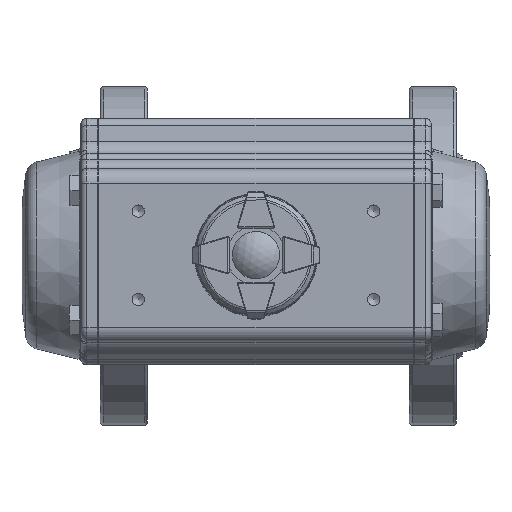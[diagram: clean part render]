
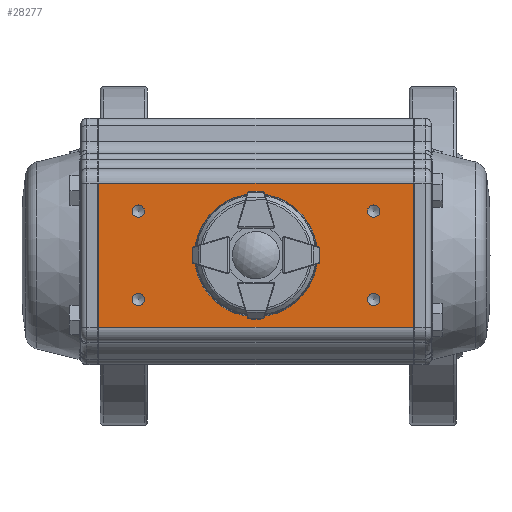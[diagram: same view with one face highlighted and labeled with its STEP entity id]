
A CAD part, top view. The second image highlights one B-rep face of the part: STEP entity #28277.
In plain terms, the highlighted face is planar.
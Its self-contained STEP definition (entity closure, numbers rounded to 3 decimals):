
#2318=CIRCLE('',#30751,2.1);
#2320=CIRCLE('',#30755,2.1);
#2322=CIRCLE('',#30759,2.1);
#2324=CIRCLE('',#30763,2.1);
#2326=CIRCLE('',#30766,12.45);
#8716=ORIENTED_EDGE('',*,*,#13857,.F.);
#8717=ORIENTED_EDGE('',*,*,#13952,.F.);
#8718=ORIENTED_EDGE('',*,*,#13919,.T.);
#8719=ORIENTED_EDGE('',*,*,#13953,.T.);
#8720=ORIENTED_EDGE('',*,*,#13814,.T.);
#8721=ORIENTED_EDGE('',*,*,#13812,.F.);
#8722=ORIENTED_EDGE('',*,*,#13810,.F.);
#8723=ORIENTED_EDGE('',*,*,#13808,.F.);
#8724=ORIENTED_EDGE('',*,*,#13806,.F.);
#13806=EDGE_CURVE('',#16934,#16934,#2318,.T.);
#13808=EDGE_CURVE('',#16937,#16937,#2320,.T.);
#13810=EDGE_CURVE('',#16940,#16940,#2322,.T.);
#13812=EDGE_CURVE('',#16943,#16943,#2324,.T.);
#13814=EDGE_CURVE('',#16945,#16945,#2326,.T.);
#13857=EDGE_CURVE('',#16977,#16978,#19461,.T.);
#13919=EDGE_CURVE('',#17040,#17039,#19487,.T.);
#13952=EDGE_CURVE('',#17040,#16977,#19503,.T.);
#13953=EDGE_CURVE('',#17039,#16978,#19504,.T.);
#16934=VERTEX_POINT('',#50745);
#16937=VERTEX_POINT('',#50752);
#16940=VERTEX_POINT('',#50759);
#16943=VERTEX_POINT('',#50766);
#16945=VERTEX_POINT('',#50771);
#16977=VERTEX_POINT('',#50857);
#16978=VERTEX_POINT('',#50859);
#17039=VERTEX_POINT('',#50982);
#17040=VERTEX_POINT('',#50984);
#19461=LINE('',#50858,#21763);
#19487=LINE('',#50983,#21789);
#19503=LINE('',#51048,#21805);
#19504=LINE('',#51050,#21806);
#21763=VECTOR('',#37221,1000.);
#21789=VECTOR('',#37321,1000.);
#21805=VECTOR('',#37379,1000.);
#21806=VECTOR('',#37382,1000.);
#23698=EDGE_LOOP('',(#8716,#8717,#8718,#8719));
#23699=EDGE_LOOP('',(#8720));
#23700=EDGE_LOOP('',(#8721));
#23701=EDGE_LOOP('',(#8722));
#23702=EDGE_LOOP('',(#8723));
#23703=EDGE_LOOP('',(#8724));
#25703=FACE_BOUND('',#23698,.T.);
#25704=FACE_BOUND('',#23699,.T.);
#25705=FACE_BOUND('',#23700,.T.);
#25706=FACE_BOUND('',#23701,.T.);
#25707=FACE_BOUND('',#23702,.T.);
#25708=FACE_BOUND('',#23703,.T.);
#26922=PLANE('',#30892);
#28277=ADVANCED_FACE('',(#25703,#25704,#25705,#25706,#25707,#25708),#26922,
 .T.);
#30751=AXIS2_PLACEMENT_3D('',#50744,#37106,#37107);
#30755=AXIS2_PLACEMENT_3D('',#50751,#37114,#37115);
#30759=AXIS2_PLACEMENT_3D('',#50758,#37122,#37123);
#30763=AXIS2_PLACEMENT_3D('',#50765,#37130,#37131);
#30766=AXIS2_PLACEMENT_3D('',#50770,#37136,#37137);
#30892=AXIS2_PLACEMENT_3D('',#51186,#37523,#37524);
#37106=DIRECTION('',(0.,1.,0.));
#37107=DIRECTION('',(0.,0.,1.));
#37114=DIRECTION('',(0.,1.,0.));
#37115=DIRECTION('',(0.,0.,1.));
#37122=DIRECTION('',(0.,1.,0.));
#37123=DIRECTION('',(0.,0.,1.));
#37130=DIRECTION('',(0.,1.,0.));
#37131=DIRECTION('',(0.,0.,1.));
#37136=DIRECTION('',(0.,-1.,0.));
#37137=DIRECTION('',(0.,0.,1.));
#37221=DIRECTION('',(1.,0.,0.));
#37321=DIRECTION('',(1.,0.,0.));
#37379=DIRECTION('',(0.,0.,-1.));
#37382=DIRECTION('',(0.,0.,-1.));
#37523=DIRECTION('',(0.,1.,0.));
#37524=DIRECTION('',(1.,0.,0.));
#50744=CARTESIAN_POINT('',(-15.,42.35,40.));
#50745=CARTESIAN_POINT('',(-15.,42.35,42.1));
#50751=CARTESIAN_POINT('',(15.,42.35,40.));
#50752=CARTESIAN_POINT('',(15.,42.35,42.1));
#50758=CARTESIAN_POINT('',(15.,42.35,-40.));
#50759=CARTESIAN_POINT('',(15.,42.35,-37.9));
#50765=CARTESIAN_POINT('',(-15.,42.35,-40.));
#50766=CARTESIAN_POINT('',(-15.,42.35,-37.9));
#50770=CARTESIAN_POINT('',(0.,42.35,0.));
#50771=CARTESIAN_POINT('',(0.,42.35,12.45));
#50857=CARTESIAN_POINT('',(-24.5,42.35,-53.5));
#50858=CARTESIAN_POINT('',(-24.5,42.35,-53.5));
#50859=CARTESIAN_POINT('',(24.5,42.35,-53.5));
#50982=CARTESIAN_POINT('',(24.5,42.35,53.5));
#50983=CARTESIAN_POINT('',(-24.5,42.35,53.5));
#50984=CARTESIAN_POINT('',(-24.5,42.35,53.5));
#51048=CARTESIAN_POINT('',(-24.5,42.35,53.5));
#51050=CARTESIAN_POINT('',(24.5,42.35,53.5));
#51186=CARTESIAN_POINT('',(-24.5,42.35,53.5));
